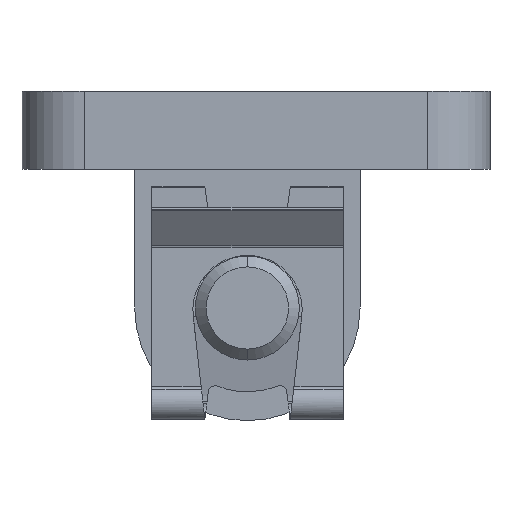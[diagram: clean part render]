
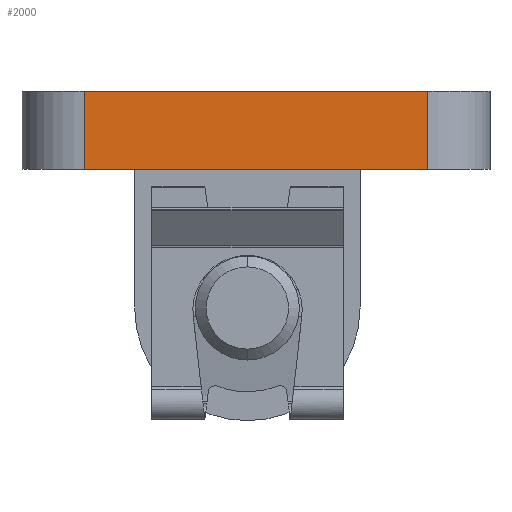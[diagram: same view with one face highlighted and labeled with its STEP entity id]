
A CAD part, left-side view. The second image highlights one B-rep face of the part: STEP entity #2000.
In plain terms, the highlighted planar face has unit normal (-1, 0, 0).
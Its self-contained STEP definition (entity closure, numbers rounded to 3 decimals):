
#13 = CARTESIAN_POINT ( 'NONE',  ( 0., 0., 0. ) ) ;
#14 = DIRECTION ( 'NONE',  ( 0., -1., 0. ) ) ;
#158 = CARTESIAN_POINT ( 'NONE',  ( 0., 0., 9. ) ) ;
#159 = DIRECTION ( 'NONE',  ( 0., -1., 0. ) ) ;
#261 = CARTESIAN_POINT ( 'NONE',  ( 0., 7.2, 9. ) ) ;
#262 = DIRECTION ( 'NONE',  ( 0., 0., 1. ) ) ;
#454 = CARTESIAN_POINT ( 'NONE',  ( 0., 46.8, 0. ) ) ;
#460 = CARTESIAN_POINT ( 'NONE',  ( 0., 46.8, 9. ) ) ;
#506 = CARTESIAN_POINT ( 'NONE',  ( 0., 7.2, 0. ) ) ;
#835 = PLANE ( 'NONE',  #4397 ) ;
#838 = CARTESIAN_POINT ( 'NONE',  ( 0., 0., 9. ) ) ;
#844 = DIRECTION ( 'NONE',  ( 1., 0., 0. ) ) ;
#845 = DIRECTION ( 'NONE',  ( 0., 0., -1. ) ) ;
#1031 = CARTESIAN_POINT ( 'NONE',  ( 0., 7.2, 9. ) ) ;
#1592 = EDGE_CURVE ( 'NONE', #1821, #1815, #3475, .T. ) ;
#1622 = EDGE_CURVE ( 'NONE', #1815, #1867, #3528, .T. ) ;
#1680 = EDGE_CURVE ( 'NONE', #1821, #2620, #3612, .T. ) ;
#1720 = EDGE_CURVE ( 'NONE', #1867, #2620, #3665, .T. ) ;
#1815 = VERTEX_POINT ( 'NONE', #454 ) ;
#1821 = VERTEX_POINT ( 'NONE', #460 ) ;
#1867 = VERTEX_POINT ( 'NONE', #506 ) ;
#2000 = ADVANCED_FACE ( 'NONE', ( #3921 ), #835, .F. ) ;
#2620 = VERTEX_POINT ( 'NONE', #1031 ) ;
#2913 = CARTESIAN_POINT ( 'NONE',  ( 0., 46.8, 9. ) ) ;
#2921 = DIRECTION ( 'NONE',  ( 0., 0., -1. ) ) ;
#3031 = ORIENTED_EDGE ( 'NONE', *, *, #1720, .T. ) ;
#3059 = ORIENTED_EDGE ( 'NONE', *, *, #1622, .T. ) ;
#3088 = ORIENTED_EDGE ( 'NONE', *, *, #1680, .F. ) ;
#3186 = ORIENTED_EDGE ( 'NONE', *, *, #1592, .T. ) ;
#3366 = EDGE_LOOP ( 'NONE', ( #3059, #3031, #3088, #3186 ) ) ;
#3473 = VECTOR ( 'NONE', #2921, 1000. ) ;
#3475 = LINE ( 'NONE', #2913, #3473 ) ;
#3528 = LINE ( 'NONE', #13, #3529 ) ;
#3529 = VECTOR ( 'NONE', #14, 1000. ) ;
#3612 = LINE ( 'NONE', #158, #3613 ) ;
#3613 = VECTOR ( 'NONE', #159, 1000. ) ;
#3661 = VECTOR ( 'NONE', #262, 1000. ) ;
#3665 = LINE ( 'NONE', #261, #3661 ) ;
#3921 = FACE_OUTER_BOUND ( 'NONE', #3366, .T. ) ;
#4397 = AXIS2_PLACEMENT_3D ( 'NONE', #838, #844, #845 ) ;
